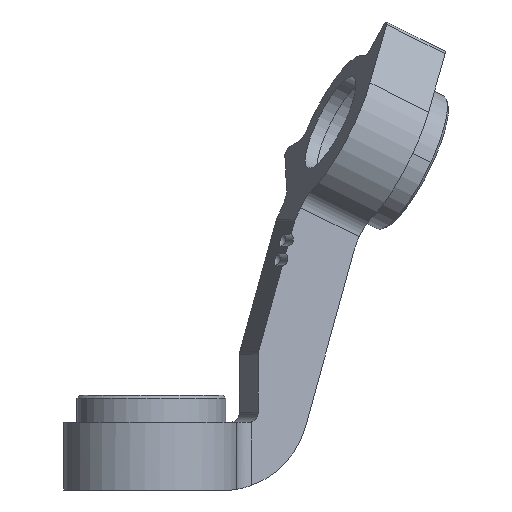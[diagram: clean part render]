
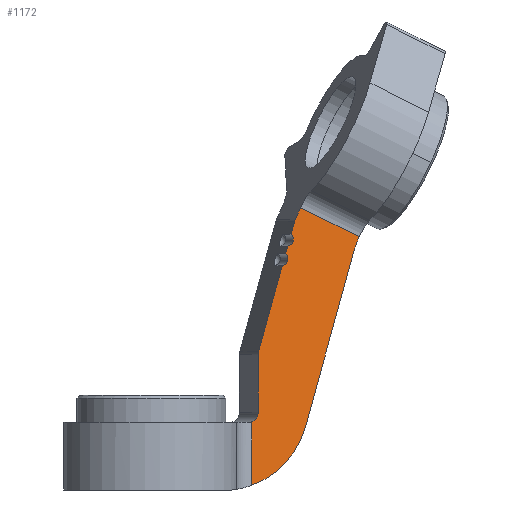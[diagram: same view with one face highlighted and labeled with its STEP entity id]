
A CAD part, front view. The second image highlights one B-rep face of the part: STEP entity #1172.
In plain terms, the highlighted planar face has unit normal (0.277, -0.961, 0).
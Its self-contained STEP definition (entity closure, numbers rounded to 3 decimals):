
#79=DIRECTION('',(0.416,0.12,0.901));
#80=VECTOR('',#79,0.066);
#81=CARTESIAN_POINT('',(15.34,1.826,-15.147));
#82=LINE('',#81,#80);
#160=DIRECTION('',(-0.866,-0.25,0.433));
#161=VECTOR('',#160,5.);
#162=CARTESIAN_POINT('',(15.367,1.834,-15.087));
#163=LINE('',#162,#161);
#164=DIRECTION('',(0.265,0.076,0.961));
#165=VECTOR('',#164,13.443);
#166=CARTESIAN_POINT('',(11.406,0.691,-29.092));
#167=LINE('',#166,#165);
#168=CARTESIAN_POINT('',(5.403,-1.042,-27.3));
#169=DIRECTION('',(0.277,-0.961,0.));
#170=DIRECTION('',(0.308,0.089,-0.947));
#171=AXIS2_PLACEMENT_3D('',#168,#169,#170);
#173=DIRECTION('',(0.,0.,-1.));
#174=VECTOR('',#173,4.695);
#175=CARTESIAN_POINT('',(7.405,-0.464,
-28.762));
#176=LINE('',#175,#174);
#177=DIRECTION('',(0.,0.,-1.));
#178=VECTOR('',#177,4.263);
#179=CARTESIAN_POINT('',(7.899,-0.322,
-23.787));
#180=LINE('',#179,#178);
#181=CARTESIAN_POINT('',(8.62,-0.114,
-23.787));
#182=DIRECTION('',(0.277,-0.961,0.));
#183=DIRECTION('',(-0.924,-0.267,0.276));
#184=AXIS2_PLACEMENT_3D('',#181,#182,#183);
#186=DIRECTION('',(-0.265,-0.076,-0.961));
#187=VECTOR('',#186,6.633);
#188=CARTESIAN_POINT('',(9.684,0.193,-17.204));
#189=LINE('',#188,#187);
#190=CARTESIAN_POINT('',(9.62,0.175,-16.708));
#191=DIRECTION('',(0.277,-0.961,0.));
#192=DIRECTION('',(0.127,0.037,-0.991));
#193=AXIS2_PLACEMENT_3D('',#190,#191,#192);
#195=DIRECTION('',(-0.265,-0.076,-0.961));
#196=VECTOR('',#195,0.583);
#197=CARTESIAN_POINT('',(10.081,0.308,-15.762));
#198=LINE('',#197,#196);
#199=CARTESIAN_POINT('',(10.018,0.29,-15.266));
#200=DIRECTION('',(0.277,-0.961,0.));
#201=DIRECTION('',(0.127,0.037,-0.991));
#202=AXIS2_PLACEMENT_3D('',#199,#200,#201);
#204=DIRECTION('',(-0.265,-0.076,-0.961));
#205=VECTOR('',#204,1.002);
#206=CARTESIAN_POINT('',(10.589,0.455,-13.918));
#207=LINE('',#206,#205);
#208=CARTESIAN_POINT('',(11.281,0.655,-14.125));
#209=DIRECTION('',(-0.277,0.961,0.));
#210=DIRECTION('',(-0.924,-0.267,0.276));
#211=AXIS2_PLACEMENT_3D('',#208,#209,#210);
#213=CARTESIAN_POINT('',(20.969,3.451,-17.961));
#214=DIRECTION('',(-0.277,0.961,0.));
#215=DIRECTION('',(-0.924,-0.267,0.276));
#216=AXIS2_PLACEMENT_3D('',#213,#214,#215);
#300=DIRECTION('',(-0.416,-0.12,-0.901));
#301=VECTOR('',#300,0.974);
#302=CARTESIAN_POINT('',(11.037,0.584,-12.922));
#303=LINE('',#302,#301);
#547=CARTESIAN_POINT('',(7.179,-0.53,-28.05));
#548=DIRECTION('',(-0.277,0.961,0.));
#549=DIRECTION('',(0.961,0.277,0.));
#550=AXIS2_PLACEMENT_3D('',#547,#548,#549);
#806=CARTESIAN_POINT('',(11.406,0.691,-29.092));
#808=VERTEX_POINT('',#806);
#818=CARTESIAN_POINT('',(15.367,1.834,-15.087));
#819=CARTESIAN_POINT('',(11.037,0.584,-12.922));
#820=VERTEX_POINT('',#818);
#821=VERTEX_POINT('',#819);
#834=CARTESIAN_POINT('',(7.405,-0.464,
-28.762));
#835=CARTESIAN_POINT('',(7.405,-0.464,
-33.457));
#836=VERTEX_POINT('',#834);
#837=VERTEX_POINT('',#835);
#850=CARTESIAN_POINT('',(15.34,1.826,-15.147));
#851=VERTEX_POINT('',#850);
#854=CARTESIAN_POINT('',(10.632,0.467,-13.8));
#855=VERTEX_POINT('',#854);
#858=CARTESIAN_POINT('',(14.966,1.718,-16.17));
#860=VERTEX_POINT('',#858);
#862=CARTESIAN_POINT('',(10.589,0.455,-13.918));
#863=VERTEX_POINT('',#862);
#874=CARTESIAN_POINT('',(7.927,-0.314,
-23.58));
#875=VERTEX_POINT('',#874);
#876=CARTESIAN_POINT('',(7.899,-0.322,
-23.787));
#877=VERTEX_POINT('',#876);
#879=CARTESIAN_POINT('',(7.899,-0.322,-28.05));
#881=VERTEX_POINT('',#879);
#906=CARTESIAN_POINT('',(10.081,0.308,-15.762));
#907=CARTESIAN_POINT('',(10.324,0.378,-14.881));
#908=VERTEX_POINT('',#906);
#909=VERTEX_POINT('',#907);
#910=CARTESIAN_POINT('',(9.684,0.193,-17.204));
#911=CARTESIAN_POINT('',(9.926,0.263,-16.323));
#912=VERTEX_POINT('',#910);
#913=VERTEX_POINT('',#911);
#1135=CARTESIAN_POINT('',(0.693,-2.402,0.));
#1136=DIRECTION('',(0.277,-0.961,0.));
#1137=DIRECTION('',(0.961,0.277,0.));
#1138=AXIS2_PLACEMENT_3D('',#1135,#1136,#1137);
#1139=PLANE('',#1138);
#1140=ORIENTED_EDGE('',*,*,#1128,.F.);
#1141=ORIENTED_EDGE('',*,*,#1055,.F.);
#1143=ORIENTED_EDGE('',*,*,#1142,.F.);
#1145=ORIENTED_EDGE('',*,*,#1144,.F.);
#1147=ORIENTED_EDGE('',*,*,#1146,.F.);
#1149=ORIENTED_EDGE('',*,*,#1148,.F.);
#1151=ORIENTED_EDGE('',*,*,#1150,.F.);
#1153=ORIENTED_EDGE('',*,*,#1152,.F.);
#1155=ORIENTED_EDGE('',*,*,#1154,.F.);
#1157=ORIENTED_EDGE('',*,*,#1156,.F.);
#1159=ORIENTED_EDGE('',*,*,#1158,.T.);
#1161=ORIENTED_EDGE('',*,*,#1160,.F.);
#1163=ORIENTED_EDGE('',*,*,#1162,.T.);
#1165=ORIENTED_EDGE('',*,*,#1164,.F.);
#1167=ORIENTED_EDGE('',*,*,#1166,.T.);
#1169=ORIENTED_EDGE('',*,*,#1168,.F.);
#1170=EDGE_LOOP('',(#1140,#1141,#1143,#1145,#1147,#1149,#1151,#1153,#1155,#1157,
#1159,#1161,#1163,#1165,#1167,#1169));
#1171=FACE_OUTER_BOUND('',#1170,.F.);
#1172=ADVANCED_FACE('',(#1171),#1139,.T.);
#172=CIRCLE('',#171,6.5);
#185=CIRCLE('',#184,0.75);
#194=CIRCLE('',#193,0.5);
#203=CIRCLE('',#202,0.5);
#212=CIRCLE('',#211,0.75);
#217=CIRCLE('',#216,6.5);
#551=CIRCLE('',#550,0.75);
#1055=EDGE_CURVE('',#851,#820,#82,.T.);
#1128=EDGE_CURVE('',#820,#821,#163,.T.);
#1142=EDGE_CURVE('',#860,#851,#217,.T.);
#1144=EDGE_CURVE('',#808,#860,#167,.T.);
#1146=EDGE_CURVE('',#837,#808,#172,.T.);
#1148=EDGE_CURVE('',#836,#837,#176,.T.);
#1150=EDGE_CURVE('',#881,#836,#551,.T.);
#1152=EDGE_CURVE('',#877,#881,#180,.T.);
#1154=EDGE_CURVE('',#875,#877,#185,.T.);
#1156=EDGE_CURVE('',#912,#875,#189,.T.);
#1158=EDGE_CURVE('',#912,#913,#194,.T.);
#1160=EDGE_CURVE('',#908,#913,#198,.T.);
#1162=EDGE_CURVE('',#908,#909,#203,.T.);
#1164=EDGE_CURVE('',#863,#909,#207,.T.);
#1166=EDGE_CURVE('',#863,#855,#212,.T.);
#1168=EDGE_CURVE('',#821,#855,#303,.T.);
